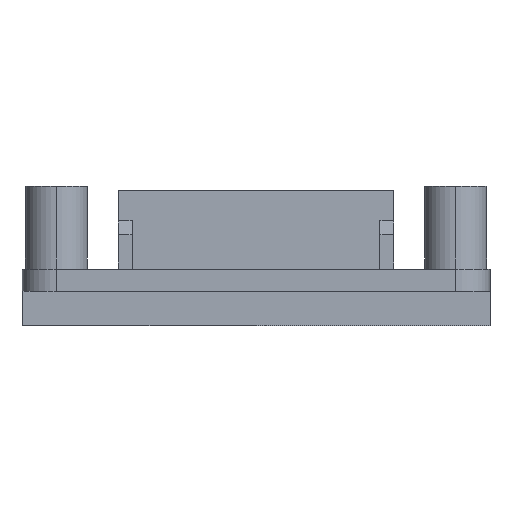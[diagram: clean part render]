
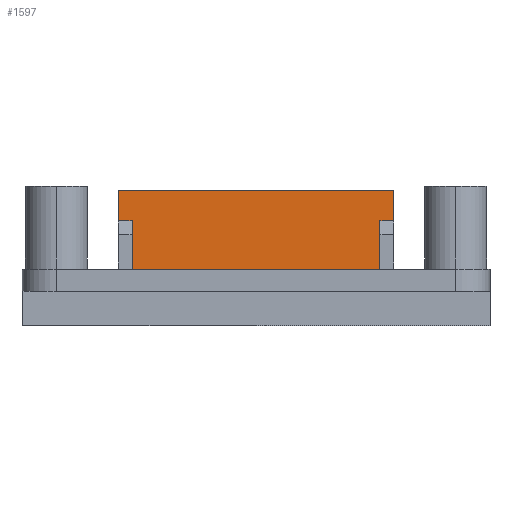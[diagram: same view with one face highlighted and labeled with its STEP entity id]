
A CAD part, left-side view. The second image highlights one B-rep face of the part: STEP entity #1597.
In plain terms, the highlighted planar face has unit normal (-1, 0, 0).
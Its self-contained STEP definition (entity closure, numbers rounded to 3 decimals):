
#168=DIRECTION('',(0.,1.,0.));
#169=VECTOR('',#168,18.);
#170=CARTESIAN_POINT('',(16.8,-9.,1.324));
#171=LINE('',#170,#169);
#530=DIRECTION('',(0.,0.,-1.));
#531=VECTOR('',#530,3.5);
#532=CARTESIAN_POINT('',(16.8,9.,4.824));
#533=LINE('',#532,#531);
#550=DIRECTION('',(0.,0.,-1.));
#551=VECTOR('',#550,2.2);
#552=CARTESIAN_POINT('',(16.8,10.,7.024));
#553=LINE('',#552,#551);
#562=DIRECTION('',(0.,0.,-1.));
#563=VECTOR('',#562,2.2);
#564=CARTESIAN_POINT('',(16.8,-10.,7.024));
#565=LINE('',#564,#563);
#570=DIRECTION('',(0.,1.,0.));
#571=VECTOR('',#570,1.);
#572=CARTESIAN_POINT('',(16.8,-10.,4.824));
#573=LINE('',#572,#571);
#574=DIRECTION('',(0.,0.,-1.));
#575=VECTOR('',#574,3.5);
#576=CARTESIAN_POINT('',(16.8,-9.,4.824));
#577=LINE('',#576,#575);
#578=DIRECTION('',(0.,1.,0.));
#579=VECTOR('',#578,1.);
#580=CARTESIAN_POINT('',(16.8,9.,4.824));
#581=LINE('',#580,#579);
#582=DIRECTION('',(0.,1.,0.));
#583=VECTOR('',#582,20.);
#584=CARTESIAN_POINT('',(16.8,-10.,7.024));
#585=LINE('',#584,#583);
#702=CARTESIAN_POINT('',(16.8,-10.,7.024));
#703=CARTESIAN_POINT('',(16.8,10.,7.024));
#704=VERTEX_POINT('',#702);
#705=VERTEX_POINT('',#703);
#707=CARTESIAN_POINT('',(16.8,-10.,4.824));
#709=VERTEX_POINT('',#707);
#711=CARTESIAN_POINT('',(16.8,10.,4.824));
#713=VERTEX_POINT('',#711);
#714=CARTESIAN_POINT('',(16.8,-9.,1.324));
#715=CARTESIAN_POINT('',(16.8,9.,1.324));
#716=VERTEX_POINT('',#714);
#717=VERTEX_POINT('',#715);
#726=CARTESIAN_POINT('',(16.8,9.,4.824));
#727=VERTEX_POINT('',#726);
#728=CARTESIAN_POINT('',(16.8,-9.,4.824));
#729=VERTEX_POINT('',#728);
#1580=CARTESIAN_POINT('',(16.8,-20.531,4.824));
#1581=DIRECTION('',(1.,0.,0.));
#1582=DIRECTION('',(0.,0.,1.));
#1583=AXIS2_PLACEMENT_3D('',#1580,#1581,#1582);
#1584=PLANE('',#1583);
#1585=ORIENTED_EDGE('',*,*,#1525,.T.);
#1587=ORIENTED_EDGE('',*,*,#1586,.T.);
#1588=ORIENTED_EDGE('',*,*,#1039,.T.);
#1589=ORIENTED_EDGE('',*,*,#1498,.F.);
#1590=ORIENTED_EDGE('',*,*,#1513,.T.);
#1591=ORIENTED_EDGE('',*,*,#1545,.F.);
#1593=ORIENTED_EDGE('',*,*,#1592,.F.);
#1594=ORIENTED_EDGE('',*,*,#1570,.T.);
#1595=EDGE_LOOP('',(#1585,#1587,#1588,#1589,#1590,#1591,#1593,#1594));
#1596=FACE_OUTER_BOUND('',#1595,.F.);
#1597=ADVANCED_FACE('',(#1596),#1584,.F.);
#1039=EDGE_CURVE('',#716,#717,#171,.T.);
#1498=EDGE_CURVE('',#727,#717,#533,.T.);
#1513=EDGE_CURVE('',#727,#713,#581,.T.);
#1525=EDGE_CURVE('',#709,#729,#573,.T.);
#1545=EDGE_CURVE('',#705,#713,#553,.T.);
#1570=EDGE_CURVE('',#704,#709,#565,.T.);
#1586=EDGE_CURVE('',#729,#716,#577,.T.);
#1592=EDGE_CURVE('',#704,#705,#585,.T.);
